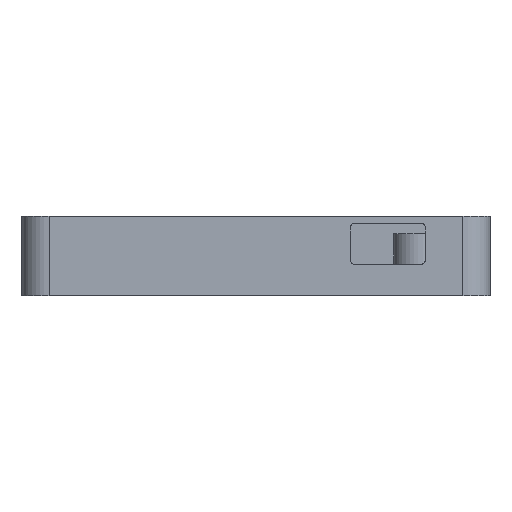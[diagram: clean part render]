
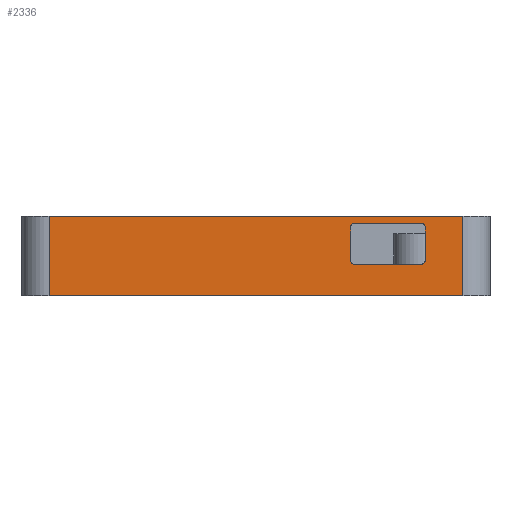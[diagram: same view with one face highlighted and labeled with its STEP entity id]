
A CAD part, left-side view. The second image highlights one B-rep face of the part: STEP entity #2336.
In plain terms, the highlighted planar face has unit normal (-1, 0, 0).
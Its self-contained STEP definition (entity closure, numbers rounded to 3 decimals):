
#91=FACE_BOUND('',#485,.T.);
#125=CIRCLE('',#2420,1.);
#127=CIRCLE('',#2424,1.);
#129=CIRCLE('',#2428,1.);
#131=CIRCLE('',#2432,1.);
#323=FACE_OUTER_BOUND('',#484,.T.);
#484=EDGE_LOOP('',(#1992,#1993,#1994,#1995));
#485=EDGE_LOOP('',(#1996,#1997,#1998,#1999,#2000,#2001,#2002,#2003));
#595=LINE('',#3525,#812);
#600=LINE('',#3539,#817);
#604=LINE('',#3551,#821);
#608=LINE('',#3563,#825);
#711=LINE('',#3924,#928);
#712=LINE('',#3926,#929);
#713=LINE('',#3928,#930);
#714=LINE('',#3929,#931);
#812=VECTOR('',#2785,10.);
#817=VECTOR('',#2798,10.);
#821=VECTOR('',#2810,10.);
#825=VECTOR('',#2822,10.);
#928=VECTOR('',#3231,10.);
#929=VECTOR('',#3232,10.);
#930=VECTOR('',#3233,10.);
#931=VECTOR('',#3234,10.);
#1031=VERTEX_POINT('',#3523);
#1032=VERTEX_POINT('',#3524);
#1035=VERTEX_POINT('',#3532);
#1037=VERTEX_POINT('',#3538);
#1039=VERTEX_POINT('',#3544);
#1041=VERTEX_POINT('',#3550);
#1043=VERTEX_POINT('',#3556);
#1045=VERTEX_POINT('',#3562);
#1149=VERTEX_POINT('',#3922);
#1150=VERTEX_POINT('',#3923);
#1151=VERTEX_POINT('',#3925);
#1152=VERTEX_POINT('',#3927);
#1265=EDGE_CURVE('',#1031,#1032,#595,.T.);
#1269=EDGE_CURVE('',#1035,#1031,#125,.T.);
#1272=EDGE_CURVE('',#1037,#1035,#600,.T.);
#1275=EDGE_CURVE('',#1039,#1037,#127,.T.);
#1278=EDGE_CURVE('',#1041,#1039,#604,.T.);
#1281=EDGE_CURVE('',#1043,#1041,#129,.T.);
#1284=EDGE_CURVE('',#1045,#1043,#608,.T.);
#1287=EDGE_CURVE('',#1032,#1045,#131,.T.);
#1454=EDGE_CURVE('',#1149,#1150,#711,.T.);
#1455=EDGE_CURVE('',#1149,#1151,#712,.T.);
#1456=EDGE_CURVE('',#1152,#1151,#713,.T.);
#1457=EDGE_CURVE('',#1150,#1152,#714,.T.);
#1992=ORIENTED_EDGE('',*,*,#1454,.F.);
#1993=ORIENTED_EDGE('',*,*,#1455,.T.);
#1994=ORIENTED_EDGE('',*,*,#1456,.F.);
#1995=ORIENTED_EDGE('',*,*,#1457,.F.);
#1996=ORIENTED_EDGE('',*,*,#1265,.T.);
#1997=ORIENTED_EDGE('',*,*,#1287,.T.);
#1998=ORIENTED_EDGE('',*,*,#1284,.T.);
#1999=ORIENTED_EDGE('',*,*,#1281,.T.);
#2000=ORIENTED_EDGE('',*,*,#1278,.T.);
#2001=ORIENTED_EDGE('',*,*,#1275,.T.);
#2002=ORIENTED_EDGE('',*,*,#1272,.T.);
#2003=ORIENTED_EDGE('',*,*,#1269,.T.);
#2208=PLANE('',#2583);
#2336=ADVANCED_FACE('',(#323,#91),#2208,.T.);
#2420=AXIS2_PLACEMENT_3D('',#3533,#2791,#2792);
#2424=AXIS2_PLACEMENT_3D('',#3545,#2803,#2804);
#2428=AXIS2_PLACEMENT_3D('',#3557,#2815,#2816);
#2432=AXIS2_PLACEMENT_3D('',#3568,#2827,#2828);
#2583=AXIS2_PLACEMENT_3D('',#3921,#3229,#3230);
#2785=DIRECTION('',(0.,0.,1.));
#2791=DIRECTION('center_axis',(1.,0.,0.));
#2792=DIRECTION('ref_axis',(0.,1.,0.));
#2798=DIRECTION('',(0.,1.,0.));
#2803=DIRECTION('center_axis',(1.,0.,0.));
#2804=DIRECTION('ref_axis',(0.,0.,-1.));
#2810=DIRECTION('',(0.,0.,-1.));
#2815=DIRECTION('center_axis',(1.,0.,0.));
#2816=DIRECTION('ref_axis',(0.,-1.,0.));
#2822=DIRECTION('',(0.,-1.,0.));
#2827=DIRECTION('center_axis',(1.,0.,0.));
#2828=DIRECTION('ref_axis',(0.,0.,1.));
#3229=DIRECTION('center_axis',(-1.,0.,0.));
#3230=DIRECTION('ref_axis',(0.,-1.,0.));
#3231=DIRECTION('',(0.,1.,0.));
#3232=DIRECTION('',(0.,0.,1.));
#3233=DIRECTION('',(0.,-1.,0.));
#3234=DIRECTION('',(0.,0.,1.));
#3523=CARTESIAN_POINT('',(44.8,55.,10.3));
#3524=CARTESIAN_POINT('',(44.8,55.,20.3));
#3525=CARTESIAN_POINT('',(44.8,55.,5.15));
#3532=CARTESIAN_POINT('',(44.8,54.,9.3));
#3533=CARTESIAN_POINT('Origin',(44.8,54.,10.3));
#3538=CARTESIAN_POINT('',(44.8,34.,9.3));
#3539=CARTESIAN_POINT('',(44.8,89.1,9.3));
#3544=CARTESIAN_POINT('',(44.8,33.,10.3));
#3545=CARTESIAN_POINT('Origin',(44.8,34.,10.3));
#3550=CARTESIAN_POINT('',(44.8,33.,20.3));
#3551=CARTESIAN_POINT('',(44.8,33.,10.15));
#3556=CARTESIAN_POINT('',(44.8,34.,21.3));
#3557=CARTESIAN_POINT('Origin',(44.8,34.,20.3));
#3562=CARTESIAN_POINT('',(44.8,54.,21.3));
#3563=CARTESIAN_POINT('',(44.8,99.1,21.3));
#3568=CARTESIAN_POINT('Origin',(44.8,54.,20.3));
#3921=CARTESIAN_POINT('Origin',(44.8,144.2,0.));
#3922=CARTESIAN_POINT('',(44.8,21.8,0.));
#3923=CARTESIAN_POINT('',(44.8,144.2,0.));
#3924=CARTESIAN_POINT('',(44.8,21.8,0.));
#3925=CARTESIAN_POINT('',(44.8,21.8,23.4));
#3926=CARTESIAN_POINT('',(44.8,21.8,0.));
#3927=CARTESIAN_POINT('',(44.8,144.2,23.4));
#3928=CARTESIAN_POINT('',(44.8,21.8,23.4));
#3929=CARTESIAN_POINT('',(44.8,144.2,0.));
